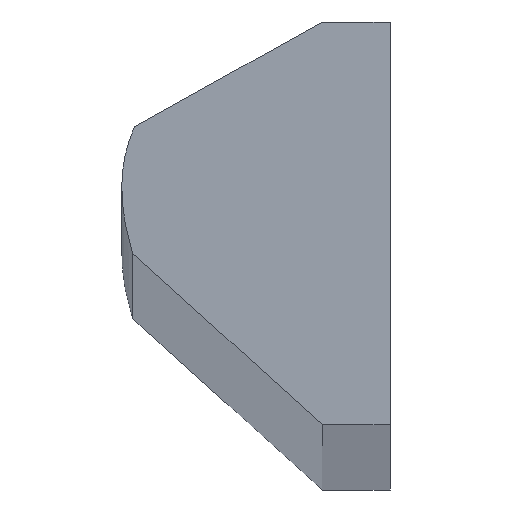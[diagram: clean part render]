
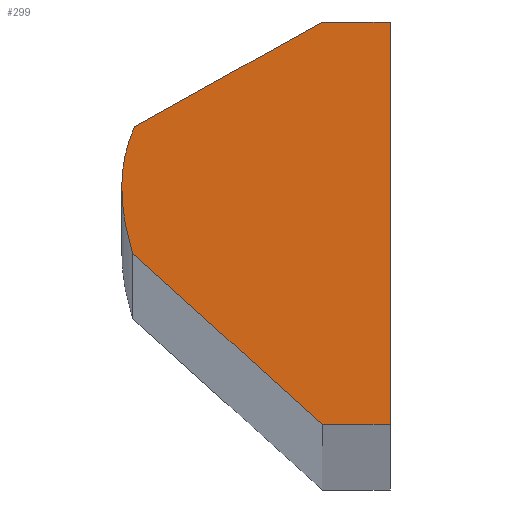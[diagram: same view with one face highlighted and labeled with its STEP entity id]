
A CAD part, top view. The second image highlights one B-rep face of the part: STEP entity #299.
In plain terms, the highlighted planar face has unit normal (0, 0, 1).
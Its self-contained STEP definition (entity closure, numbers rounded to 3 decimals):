
#36=CARTESIAN_POINT('Line Origine',(10.,-11.176,1395.)) ;
#40=CARTESIAN_POINT('Vertex',(10.,-3.676,1395.)) ;
#42=CARTESIAN_POINT('Vertex',(10.,-18.676,1395.)) ;
#76=CARTESIAN_POINT('Line Origine',(8.736,-18.676,1395.)) ;
#80=CARTESIAN_POINT('Vertex',(7.472,-18.676,1395.)) ;
#107=CARTESIAN_POINT('Line Origine',(3.938,-15.483,1395.)) ;
#111=CARTESIAN_POINT('Vertex',(0.404,-12.29,1395.)) ;
#144=CARTESIAN_POINT('Control Point',(0.404,-12.29,1395.)) ;
#145=CARTESIAN_POINT('Control Point',(0.244,-11.783,1395.)) ;
#146=CARTESIAN_POINT('Control Point',(0.123,-11.279,1395.)) ;
#147=CARTESIAN_POINT('Control Point',(0.041,-10.78,1395.)) ;
#148=CARTESIAN_POINT('Control Point',(0.,-10.286,1395.)) ;
#149=CARTESIAN_POINT('Control Point',(0.,-9.798,1395.)) ;
#150=CARTESIAN_POINT('Vertex',(0.,-9.798,1395.)) ;
#186=CARTESIAN_POINT('Control Point',(0.,-9.798,1395.)) ;
#187=CARTESIAN_POINT('Control Point',(0.,-9.345,1395.)) ;
#188=CARTESIAN_POINT('Control Point',(0.048,-8.896,1395.)) ;
#189=CARTESIAN_POINT('Control Point',(0.143,-8.452,1395.)) ;
#190=CARTESIAN_POINT('Control Point',(0.285,-8.013,1395.)) ;
#191=CARTESIAN_POINT('Control Point',(0.471,-7.578,1395.)) ;
#192=CARTESIAN_POINT('Vertex',(0.471,-7.578,1395.)) ;
#222=CARTESIAN_POINT('Line Origine',(3.972,-5.627,1395.)) ;
#226=CARTESIAN_POINT('Vertex',(7.472,-3.676,1395.)) ;
#253=CARTESIAN_POINT('Line Origine',(8.736,-3.676,1395.)) ;
#285=CARTESIAN_POINT('Axis2P3D Location',(0.,0.,1395.)) ;
#38=VECTOR('Line Direction',#37,1.) ;
#78=VECTOR('Line Direction',#77,1.) ;
#109=VECTOR('Line Direction',#108,1.) ;
#224=VECTOR('Line Direction',#223,1.) ;
#255=VECTOR('Line Direction',#254,1.) ;
#37=DIRECTION('Vector Direction',(0.,-1.,0.)) ;
#77=DIRECTION('Vector Direction',(-1.,0.,0.)) ;
#108=DIRECTION('Vector Direction',(-0.742,0.67,0.)) ;
#223=DIRECTION('Vector Direction',(-0.873,-0.487,0.)) ;
#254=DIRECTION('Vector Direction',(1.,0.,0.)) ;
#286=DIRECTION('Axis2P3D Direction',(0.,0.,-1.)) ;
#287=DIRECTION('Axis2P3D XDirection',(1.,0.,0.)) ;
#288=AXIS2_PLACEMENT_3D('Plane Axis2P3D',#285,#286,#287) ;
#39=LINE('Line',#36,#38) ;
#79=LINE('Line',#76,#78) ;
#110=LINE('Line',#107,#109) ;
#225=LINE('Line',#222,#224) ;
#256=LINE('Line',#253,#255) ;
#289=PLANE('',#288) ;
#44=EDGE_CURVE('',#41,#43,#39,.T.) ;
#82=EDGE_CURVE('',#43,#81,#79,.T.) ;
#113=EDGE_CURVE('',#81,#112,#110,.T.) ;
#152=EDGE_CURVE('',#112,#151,#143,.T.) ;
#194=EDGE_CURVE('',#151,#193,#185,.T.) ;
#228=EDGE_CURVE('',#193,#227,#225,.F.) ;
#257=EDGE_CURVE('',#227,#41,#256,.T.) ;
#291=ORIENTED_EDGE('',*,*,#257,.F.) ;
#292=ORIENTED_EDGE('',*,*,#228,.F.) ;
#293=ORIENTED_EDGE('',*,*,#194,.F.) ;
#294=ORIENTED_EDGE('',*,*,#152,.F.) ;
#295=ORIENTED_EDGE('',*,*,#113,.F.) ;
#296=ORIENTED_EDGE('',*,*,#82,.F.) ;
#297=ORIENTED_EDGE('',*,*,#44,.F.) ;
#290=EDGE_LOOP('',(#291,#292,#293,#294,#295,#296,#297)) ;
#41=VERTEX_POINT('',#40) ;
#43=VERTEX_POINT('',#42) ;
#81=VERTEX_POINT('',#80) ;
#112=VERTEX_POINT('',#111) ;
#151=VERTEX_POINT('',#150) ;
#193=VERTEX_POINT('',#192) ;
#227=VERTEX_POINT('',#226) ;
#299=ADVANCED_FACE('PartBody',(#298),#289,.F.) ;
#143=B_SPLINE_CURVE_WITH_KNOTS('',5,(#144,#145,#146,#147,#148,#149),.UNSPECIFIED.,.F.,.U.,(6,6),(500000.98,500001.),.UNSPECIFIED.) ;
#185=B_SPLINE_CURVE_WITH_KNOTS('',5,(#186,#187,#188,#189,#190,#191),.UNSPECIFIED.,.F.,.U.,(6,6),(500000.,500000.029),.UNSPECIFIED.) ;
#298=FACE_OUTER_BOUND('',#290,.T.) ;
